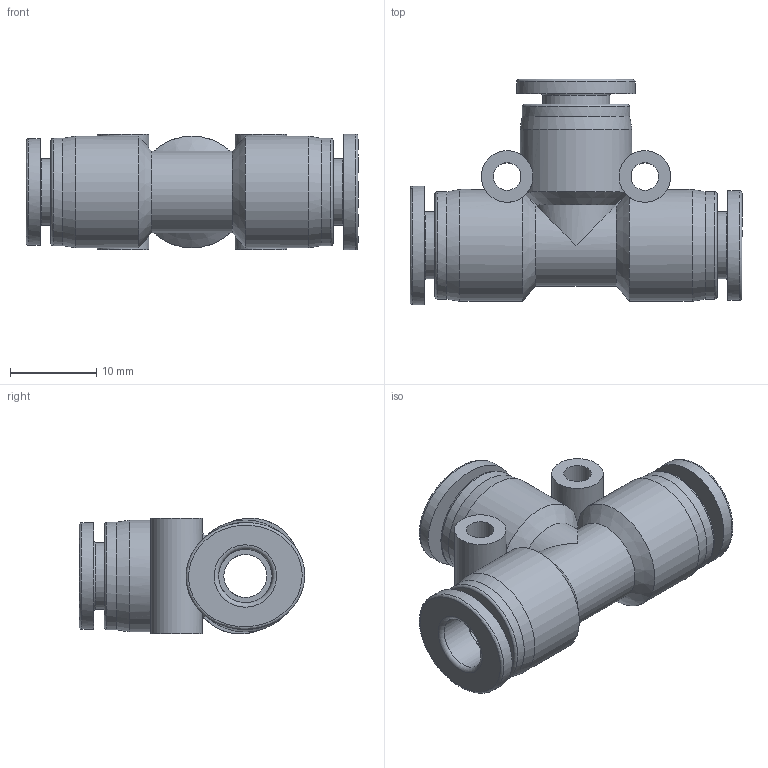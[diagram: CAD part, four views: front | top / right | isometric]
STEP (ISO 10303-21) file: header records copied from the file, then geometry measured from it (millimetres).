
FILE_DESCRIPTION (( 'STEP AP214' ), '1' );
FILE_NAME ('PE-06蚾饜极.S', '2024-11-20T11:21:00', ( '' ), ( '' ), 'SwSTEP 2.0', 'SolidWorks 2020', '' );
FILE_SCHEMA (( 'AUTOMOTIVE_DESIGN' ));
Length unit declared in the file: millimetre
Products named in the file (2): PE 06-PNEUFLEX^PE-06蚾饜极_足__“__; PE-06蚾饜极_足__“__
Assembly tree (1 placements, depth 2):
  PE-06蚾饜极_足__“__
    PE 06-PNEUFLEX^PE-06蚾饜极_足__“__
Bounding box: 38.6 x 26.2 x 13.46 mm (x, y, z)
Volume: 4834.3 mm3; surface area: 4376.1 mm2
Topology: 1 solids, 1 shells, 69 faces, 152 edges, 99 vertices
Faces by surface type: cylinder 24, plane 23, torus 9, cone 7, bspline 6
Full cylindrical faces by diameter (mm): 3.2 x2, 5 x2, 6 x2, 6.2 x3, 6.25 x3, 7.8 x3, 12.5 x3, 13 x3
Entity records: 3438 total; most frequent: CARTESIAN_POINT 1723, DIRECTION 252, ORIENTED_EDGE 204, EDGE_LOOP 130, AXIS2_PLACEMENT_3D 122, FACE_OUTER_BOUND 105, EDGE_CURVE 102, VERTEX_POINT 88
